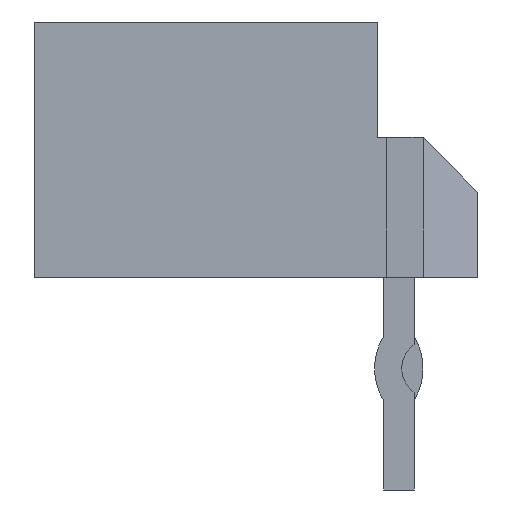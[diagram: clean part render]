
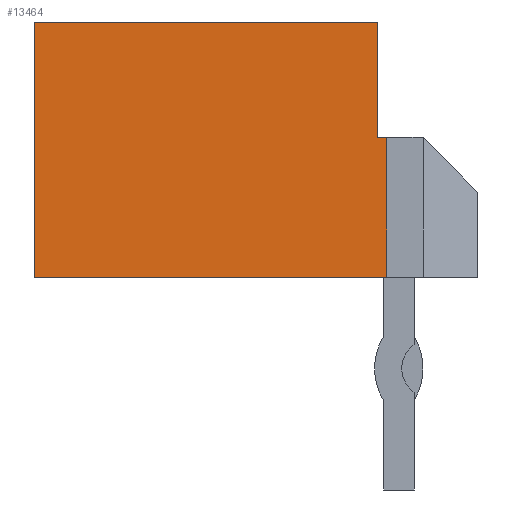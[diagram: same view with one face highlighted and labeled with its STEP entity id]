
A CAD part, left-side view. The second image highlights one B-rep face of the part: STEP entity #13464.
In plain terms, the highlighted planar face has unit normal (-1, 0, 0).
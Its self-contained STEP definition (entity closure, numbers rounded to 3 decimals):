
#368 = PLANE('',#369);
#369 = AXIS2_PLACEMENT_3D('',#370,#371,#372);
#370 = CARTESIAN_POINT('',(10.,-1.3,0.));
#371 = DIRECTION('',(0.,0.,-1.));
#372 = DIRECTION('',(-1.,0.,0.));
#1853 = PLANE('',#1854);
#1854 = AXIS2_PLACEMENT_3D('',#1855,#1856,#1857);
#1855 = CARTESIAN_POINT('',(4.,6.,2.1));
#1856 = DIRECTION('',(0.,1.,0.));
#1857 = DIRECTION('',(-1.,0.,0.));
#2619 = PLANE('',#2620);
#2620 = AXIS2_PLACEMENT_3D('',#2621,#2622,#2623);
#2621 = CARTESIAN_POINT('',(-2.,0.35,2.3));
#2622 = DIRECTION('',(0.,0.,-1.));
#2623 = DIRECTION('',(0.,-1.,0.));
#4258 = VERTEX_POINT('',#4259);
#4259 = CARTESIAN_POINT('',(-2.,0.2,2.3));
#4273 = PLANE('',#4274);
#4274 = AXIS2_PLACEMENT_3D('',#4275,#4276,#4277);
#4275 = CARTESIAN_POINT('',(-2.,0.2,0.));
#4276 = DIRECTION('',(0.,1.,0.));
#4277 = DIRECTION('',(1.,0.,0.));
#4285 = EDGE_CURVE('',#4286,#4258,#4288,.T.);
#4286 = VERTEX_POINT('',#4287);
#4287 = CARTESIAN_POINT('',(-2.,0.35,2.3));
#4288 = SURFACE_CURVE('',#4289,(#4293,#4300),.PCURVE_S1.);
#4289 = LINE('',#4290,#4291);
#4290 = CARTESIAN_POINT('',(-2.,0.35,2.3));
#4291 = VECTOR('',#4292,1.);
#4292 = DIRECTION('',(0.,-1.,0.));
#4293 = PCURVE('',#2619,#4294);
#4294 = DEFINITIONAL_REPRESENTATION('',(#4295),#4299);
#4295 = LINE('',#4296,#4297);
#4296 = CARTESIAN_POINT('',(0.,0.));
#4297 = VECTOR('',#4298,1.);
#4298 = DIRECTION('',(1.,0.));
#4299 = ( GEOMETRIC_REPRESENTATION_CONTEXT(2) 
PARAMETRIC_REPRESENTATION_CONTEXT() REPRESENTATION_CONTEXT('2D SPACE',''
  ) );
#4300 = PCURVE('',#4301,#4306);
#4301 = PLANE('',#4302);
#4302 = AXIS2_PLACEMENT_3D('',#4303,#4304,#4305);
#4303 = CARTESIAN_POINT('',(-2.,-1.3,0.));
#4304 = DIRECTION('',(-1.,0.,0.));
#4305 = DIRECTION('',(0.,0.,1.));
#4306 = DEFINITIONAL_REPRESENTATION('',(#4307),#4311);
#4307 = LINE('',#4308,#4309);
#4308 = CARTESIAN_POINT('',(2.3,1.65));
#4309 = VECTOR('',#4310,1.);
#4310 = DIRECTION('',(0.,-1.));
#4311 = ( GEOMETRIC_REPRESENTATION_CONTEXT(2) 
PARAMETRIC_REPRESENTATION_CONTEXT() REPRESENTATION_CONTEXT('2D SPACE',''
  ) );
#4329 = PLANE('',#4330);
#4330 = AXIS2_PLACEMENT_3D('',#4331,#4332,#4333);
#4331 = CARTESIAN_POINT('',(-2.,0.35,4.2));
#4332 = DIRECTION('',(0.,1.,0.));
#4333 = DIRECTION('',(0.,0.,-1.));
#5808 = PLANE('',#5809);
#5809 = AXIS2_PLACEMENT_3D('',#5810,#5811,#5812);
#5810 = CARTESIAN_POINT('',(-2.,-1.3,4.2));
#5811 = DIRECTION('',(0.,0.,1.));
#5812 = DIRECTION('',(1.,0.,0.));
#12817 = VERTEX_POINT('',#12818);
#12818 = CARTESIAN_POINT('',(-2.,6.,4.2));
#12839 = EDGE_CURVE('',#12840,#12817,#12842,.T.);
#12840 = VERTEX_POINT('',#12841);
#12841 = CARTESIAN_POINT('',(-2.,6.,0.));
#12842 = SURFACE_CURVE('',#12843,(#12847,#12854),.PCURVE_S1.);
#12843 = LINE('',#12844,#12845);
#12844 = CARTESIAN_POINT('',(-2.,6.,0.));
#12845 = VECTOR('',#12846,1.);
#12846 = DIRECTION('',(0.,0.,1.));
#12847 = PCURVE('',#1853,#12848);
#12848 = DEFINITIONAL_REPRESENTATION('',(#12849),#12853);
#12849 = LINE('',#12850,#12851);
#12850 = CARTESIAN_POINT('',(6.,-2.1));
#12851 = VECTOR('',#12852,1.);
#12852 = DIRECTION('',(0.,1.));
#12853 = ( GEOMETRIC_REPRESENTATION_CONTEXT(2) 
PARAMETRIC_REPRESENTATION_CONTEXT() REPRESENTATION_CONTEXT('2D SPACE',''
  ) );
#12854 = PCURVE('',#4301,#12855);
#12855 = DEFINITIONAL_REPRESENTATION('',(#12856),#12860);
#12856 = LINE('',#12857,#12858);
#12857 = CARTESIAN_POINT('',(0.,7.3));
#12858 = VECTOR('',#12859,1.);
#12859 = DIRECTION('',(1.,0.));
#12860 = ( GEOMETRIC_REPRESENTATION_CONTEXT(2) 
PARAMETRIC_REPRESENTATION_CONTEXT() REPRESENTATION_CONTEXT('2D SPACE',''
  ) );
#13126 = VERTEX_POINT('',#13127);
#13127 = CARTESIAN_POINT('',(-2.,0.2,0.));
#13263 = EDGE_CURVE('',#13126,#12840,#13264,.T.);
#13264 = SURFACE_CURVE('',#13265,(#13269,#13276),.PCURVE_S1.);
#13265 = LINE('',#13266,#13267);
#13266 = CARTESIAN_POINT('',(-2.,0.2,0.));
#13267 = VECTOR('',#13268,1.);
#13268 = DIRECTION('',(0.,1.,0.));
#13269 = PCURVE('',#368,#13270);
#13270 = DEFINITIONAL_REPRESENTATION('',(#13271),#13275);
#13271 = LINE('',#13272,#13273);
#13272 = CARTESIAN_POINT('',(12.,1.5));
#13273 = VECTOR('',#13274,1.);
#13274 = DIRECTION('',(0.,1.));
#13275 = ( GEOMETRIC_REPRESENTATION_CONTEXT(2) 
PARAMETRIC_REPRESENTATION_CONTEXT() REPRESENTATION_CONTEXT('2D SPACE',''
  ) );
#13276 = PCURVE('',#4301,#13277);
#13277 = DEFINITIONAL_REPRESENTATION('',(#13278),#13282);
#13278 = LINE('',#13279,#13280);
#13279 = CARTESIAN_POINT('',(0.,1.5));
#13280 = VECTOR('',#13281,1.);
#13281 = DIRECTION('',(0.,1.));
#13282 = ( GEOMETRIC_REPRESENTATION_CONTEXT(2) 
PARAMETRIC_REPRESENTATION_CONTEXT() REPRESENTATION_CONTEXT('2D SPACE',''
  ) );
#13420 = EDGE_CURVE('',#13421,#4286,#13423,.T.);
#13421 = VERTEX_POINT('',#13422);
#13422 = CARTESIAN_POINT('',(-2.,0.35,4.2));
#13423 = SURFACE_CURVE('',#13424,(#13428,#13435),.PCURVE_S1.);
#13424 = LINE('',#13425,#13426);
#13425 = CARTESIAN_POINT('',(-2.,0.35,4.2));
#13426 = VECTOR('',#13427,1.);
#13427 = DIRECTION('',(0.,0.,-1.));
#13428 = PCURVE('',#4329,#13429);
#13429 = DEFINITIONAL_REPRESENTATION('',(#13430),#13434);
#13430 = LINE('',#13431,#13432);
#13431 = CARTESIAN_POINT('',(0.,0.));
#13432 = VECTOR('',#13433,1.);
#13433 = DIRECTION('',(1.,0.));
#13434 = ( GEOMETRIC_REPRESENTATION_CONTEXT(2) 
PARAMETRIC_REPRESENTATION_CONTEXT() REPRESENTATION_CONTEXT('2D SPACE',''
  ) );
#13435 = PCURVE('',#4301,#13436);
#13436 = DEFINITIONAL_REPRESENTATION('',(#13437),#13441);
#13437 = LINE('',#13438,#13439);
#13438 = CARTESIAN_POINT('',(4.2,1.65));
#13439 = VECTOR('',#13440,1.);
#13440 = DIRECTION('',(-1.,0.));
#13441 = ( GEOMETRIC_REPRESENTATION_CONTEXT(2) 
PARAMETRIC_REPRESENTATION_CONTEXT() REPRESENTATION_CONTEXT('2D SPACE',''
  ) );
#13464 = ADVANCED_FACE('',(#13465),#4301,.T.);
#13465 = FACE_BOUND('',#13466,.F.);
#13466 = EDGE_LOOP('',(#13467,#13488,#13489,#13490,#13511,#13512));
#13467 = ORIENTED_EDGE('',*,*,#13468,.F.);
#13468 = EDGE_CURVE('',#13126,#4258,#13469,.T.);
#13469 = SURFACE_CURVE('',#13470,(#13474,#13481),.PCURVE_S1.);
#13470 = LINE('',#13471,#13472);
#13471 = CARTESIAN_POINT('',(-2.,0.2,0.));
#13472 = VECTOR('',#13473,1.);
#13473 = DIRECTION('',(0.,0.,1.));
#13474 = PCURVE('',#4301,#13475);
#13475 = DEFINITIONAL_REPRESENTATION('',(#13476),#13480);
#13476 = LINE('',#13477,#13478);
#13477 = CARTESIAN_POINT('',(0.,1.5));
#13478 = VECTOR('',#13479,1.);
#13479 = DIRECTION('',(1.,0.));
#13480 = ( GEOMETRIC_REPRESENTATION_CONTEXT(2) 
PARAMETRIC_REPRESENTATION_CONTEXT() REPRESENTATION_CONTEXT('2D SPACE',''
  ) );
#13481 = PCURVE('',#4273,#13482);
#13482 = DEFINITIONAL_REPRESENTATION('',(#13483),#13487);
#13483 = LINE('',#13484,#13485);
#13484 = CARTESIAN_POINT('',(0.,0.));
#13485 = VECTOR('',#13486,1.);
#13486 = DIRECTION('',(0.,-1.));
#13487 = ( GEOMETRIC_REPRESENTATION_CONTEXT(2) 
PARAMETRIC_REPRESENTATION_CONTEXT() REPRESENTATION_CONTEXT('2D SPACE',''
  ) );
#13488 = ORIENTED_EDGE('',*,*,#13263,.T.);
#13489 = ORIENTED_EDGE('',*,*,#12839,.T.);
#13490 = ORIENTED_EDGE('',*,*,#13491,.F.);
#13491 = EDGE_CURVE('',#13421,#12817,#13492,.T.);
#13492 = SURFACE_CURVE('',#13493,(#13497,#13504),.PCURVE_S1.);
#13493 = LINE('',#13494,#13495);
#13494 = CARTESIAN_POINT('',(-2.,0.35,4.2));
#13495 = VECTOR('',#13496,1.);
#13496 = DIRECTION('',(0.,1.,0.));
#13497 = PCURVE('',#4301,#13498);
#13498 = DEFINITIONAL_REPRESENTATION('',(#13499),#13503);
#13499 = LINE('',#13500,#13501);
#13500 = CARTESIAN_POINT('',(4.2,1.65));
#13501 = VECTOR('',#13502,1.);
#13502 = DIRECTION('',(0.,1.));
#13503 = ( GEOMETRIC_REPRESENTATION_CONTEXT(2) 
PARAMETRIC_REPRESENTATION_CONTEXT() REPRESENTATION_CONTEXT('2D SPACE',''
  ) );
#13504 = PCURVE('',#5808,#13505);
#13505 = DEFINITIONAL_REPRESENTATION('',(#13506),#13510);
#13506 = LINE('',#13507,#13508);
#13507 = CARTESIAN_POINT('',(0.,1.65));
#13508 = VECTOR('',#13509,1.);
#13509 = DIRECTION('',(0.,1.));
#13510 = ( GEOMETRIC_REPRESENTATION_CONTEXT(2) 
PARAMETRIC_REPRESENTATION_CONTEXT() REPRESENTATION_CONTEXT('2D SPACE',''
  ) );
#13511 = ORIENTED_EDGE('',*,*,#13420,.T.);
#13512 = ORIENTED_EDGE('',*,*,#4285,.T.);
